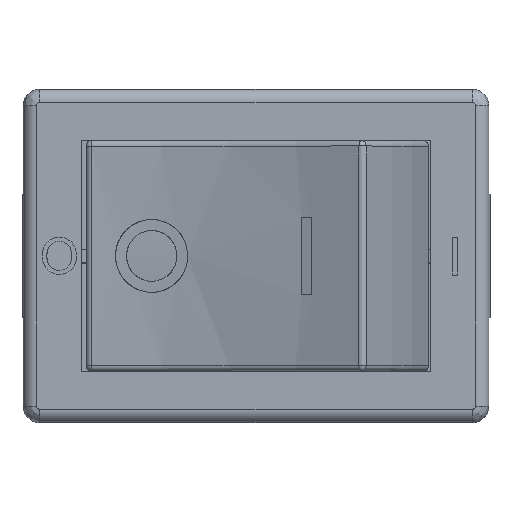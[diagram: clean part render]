
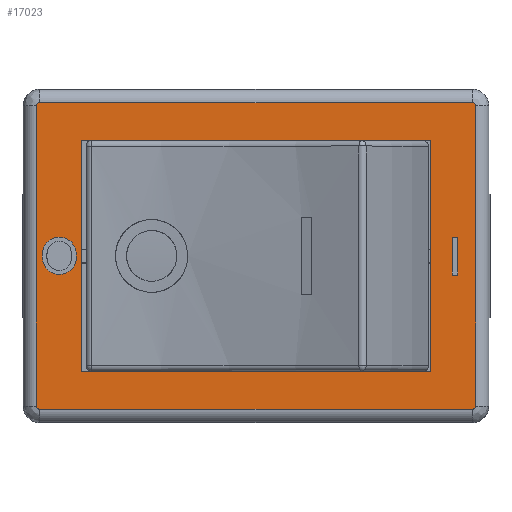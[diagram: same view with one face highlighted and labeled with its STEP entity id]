
A CAD part, top view. The second image highlights one B-rep face of the part: STEP entity #17023.
In plain terms, the highlighted planar face has unit normal (0, 0, 1).
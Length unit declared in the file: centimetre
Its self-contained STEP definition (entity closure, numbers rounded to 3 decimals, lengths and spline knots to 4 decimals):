
#740=B_SPLINE_CURVE_WITH_KNOTS('',2,(#29381,#29382,#29383,#29384),
 .UNSPECIFIED.,.F.,.F.,(3,1,3),(0.,1.,2.),.UNSPECIFIED.);
#742=B_SPLINE_CURVE_WITH_KNOTS('',2,(#29398,#29399,#29400),
 .UNSPECIFIED.,.F.,.F.,(3,3),(0.,1.),.UNSPECIFIED.);
#744=B_SPLINE_CURVE_WITH_KNOTS('',2,(#29413,#29414,#29415),
 .UNSPECIFIED.,.F.,.F.,(3,3),(0.,1.),.UNSPECIFIED.);
#746=B_SPLINE_CURVE_WITH_KNOTS('',2,(#29428,#29429,#29430),
 .UNSPECIFIED.,.F.,.F.,(3,3),(0.,1.),.UNSPECIFIED.);
#748=B_SPLINE_CURVE_WITH_KNOTS('',2,(#29443,#29444,#29445),
 .UNSPECIFIED.,.F.,.F.,(3,3),(0.,1.),.UNSPECIFIED.);
#750=B_SPLINE_CURVE_WITH_KNOTS('',2,(#29458,#29459,#29460,#29461),
 .UNSPECIFIED.,.F.,.F.,(3,1,3),(0.,1.,2.),.UNSPECIFIED.);
#973=FACE_BOUND('',#2725,.T.);
#974=FACE_BOUND('',#2726,.T.);
#975=FACE_BOUND('',#2727,.T.);
#1086=CIRCLE('',#17821,0.015);
#1087=CIRCLE('',#17822,0.015);
#1088=CIRCLE('',#17823,0.015);
#1089=CIRCLE('',#17824,0.015);
#1740=FACE_OUTER_BOUND('',#2724,.T.);
#2724=EDGE_LOOP('',(#14198,#14199,#14200,#14201,#14202,#14203,#14204,#14205));
#2725=EDGE_LOOP('',(#14206,#14207,#14208,#14209));
#2726=EDGE_LOOP('',(#14210,#14211,#14212,#14213));
#2727=EDGE_LOOP('',(#14214,#14215,#14216,#14217,#14218,#14219));
#4216=LINE('',#29470,#6044);
#4220=LINE('',#29477,#6048);
#4223=LINE('',#29483,#6051);
#4225=LINE('',#29486,#6053);
#4226=LINE('',#29491,#6054);
#4227=LINE('',#29495,#6055);
#4228=LINE('',#29499,#6056);
#4229=LINE('',#29503,#6057);
#4230=LINE('',#29507,#6058);
#4231=LINE('',#29509,#6059);
#4232=LINE('',#29511,#6060);
#4233=LINE('',#29512,#6061);
#6044=VECTOR('',#20240,1.);
#6048=VECTOR('',#20246,1.);
#6051=VECTOR('',#20251,1.);
#6053=VECTOR('',#20255,1.);
#6054=VECTOR('',#20260,1.);
#6055=VECTOR('',#20263,1.);
#6056=VECTOR('',#20266,1.);
#6057=VECTOR('',#20269,1.);
#6058=VECTOR('',#20272,1.);
#6059=VECTOR('',#20273,1.);
#6060=VECTOR('',#20274,1.);
#6061=VECTOR('',#20275,1.);
#7826=VERTEX_POINT('',#29378);
#7827=VERTEX_POINT('',#29380);
#7829=VERTEX_POINT('',#29396);
#7831=VERTEX_POINT('',#29411);
#7833=VERTEX_POINT('',#29426);
#7835=VERTEX_POINT('',#29441);
#7838=VERTEX_POINT('',#29467);
#7839=VERTEX_POINT('',#29469);
#7841=VERTEX_POINT('',#29475);
#7843=VERTEX_POINT('',#29481);
#7844=VERTEX_POINT('',#29489);
#7845=VERTEX_POINT('',#29490);
#7846=VERTEX_POINT('',#29492);
#7847=VERTEX_POINT('',#29494);
#7848=VERTEX_POINT('',#29496);
#7849=VERTEX_POINT('',#29498);
#7850=VERTEX_POINT('',#29500);
#7851=VERTEX_POINT('',#29502);
#7852=VERTEX_POINT('',#29505);
#7853=VERTEX_POINT('',#29506);
#7854=VERTEX_POINT('',#29508);
#7855=VERTEX_POINT('',#29510);
#10029=EDGE_CURVE('',#7827,#7826,#740,.T.);
#10033=EDGE_CURVE('',#7826,#7829,#742,.T.);
#10036=EDGE_CURVE('',#7829,#7831,#744,.T.);
#10039=EDGE_CURVE('',#7831,#7833,#746,.T.);
#10042=EDGE_CURVE('',#7833,#7835,#748,.T.);
#10044=EDGE_CURVE('',#7835,#7827,#750,.T.);
#10047=EDGE_CURVE('',#7839,#7838,#4216,.T.);
#10051=EDGE_CURVE('',#7838,#7841,#4220,.T.);
#10054=EDGE_CURVE('',#7841,#7843,#4223,.T.);
#10056=EDGE_CURVE('',#7843,#7839,#4225,.T.);
#10057=EDGE_CURVE('',#7844,#7845,#4226,.T.);
#10058=EDGE_CURVE('',#7846,#7844,#1086,.T.);
#10059=EDGE_CURVE('',#7847,#7846,#4227,.T.);
#10060=EDGE_CURVE('',#7848,#7847,#1087,.T.);
#10061=EDGE_CURVE('',#7849,#7848,#4228,.T.);
#10062=EDGE_CURVE('',#7850,#7849,#1088,.T.);
#10063=EDGE_CURVE('',#7851,#7850,#4229,.T.);
#10064=EDGE_CURVE('',#7845,#7851,#1089,.T.);
#10065=EDGE_CURVE('',#7852,#7853,#4230,.T.);
#10066=EDGE_CURVE('',#7853,#7854,#4231,.T.);
#10067=EDGE_CURVE('',#7854,#7855,#4232,.T.);
#10068=EDGE_CURVE('',#7855,#7852,#4233,.T.);
#14198=ORIENTED_EDGE('',*,*,#10057,.F.);
#14199=ORIENTED_EDGE('',*,*,#10058,.F.);
#14200=ORIENTED_EDGE('',*,*,#10059,.F.);
#14201=ORIENTED_EDGE('',*,*,#10060,.F.);
#14202=ORIENTED_EDGE('',*,*,#10061,.F.);
#14203=ORIENTED_EDGE('',*,*,#10062,.F.);
#14204=ORIENTED_EDGE('',*,*,#10063,.F.);
#14205=ORIENTED_EDGE('',*,*,#10064,.F.);
#14206=ORIENTED_EDGE('',*,*,#10065,.T.);
#14207=ORIENTED_EDGE('',*,*,#10066,.T.);
#14208=ORIENTED_EDGE('',*,*,#10067,.T.);
#14209=ORIENTED_EDGE('',*,*,#10068,.T.);
#14210=ORIENTED_EDGE('',*,*,#10047,.T.);
#14211=ORIENTED_EDGE('',*,*,#10051,.T.);
#14212=ORIENTED_EDGE('',*,*,#10054,.T.);
#14213=ORIENTED_EDGE('',*,*,#10056,.T.);
#14214=ORIENTED_EDGE('',*,*,#10029,.T.);
#14215=ORIENTED_EDGE('',*,*,#10033,.T.);
#14216=ORIENTED_EDGE('',*,*,#10036,.T.);
#14217=ORIENTED_EDGE('',*,*,#10039,.T.);
#14218=ORIENTED_EDGE('',*,*,#10042,.T.);
#14219=ORIENTED_EDGE('',*,*,#10044,.T.);
#16175=PLANE('',#17820);
#17023=ADVANCED_FACE('',(#1740,#973,#974,#975),#16175,.T.);
#17820=AXIS2_PLACEMENT_3D('',#29488,#20258,#20259);
#17821=AXIS2_PLACEMENT_3D('',#29493,#20261,#20262);
#17822=AXIS2_PLACEMENT_3D('',#29497,#20264,#20265);
#17823=AXIS2_PLACEMENT_3D('',#29501,#20267,#20268);
#17824=AXIS2_PLACEMENT_3D('',#29504,#20270,#20271);
#20240=DIRECTION('',(1.,0.,0.));
#20246=DIRECTION('',(0.,-1.,0.));
#20251=DIRECTION('',(-1.,0.,0.));
#20255=DIRECTION('',(0.,1.,0.));
#20258=DIRECTION('center_axis',(0.,0.,
1.));
#20259=DIRECTION('ref_axis',(1.,0.,0.));
#20260=DIRECTION('',(0.,1.,0.));
#20261=DIRECTION('center_axis',(0.,0.,
-1.));
#20262=DIRECTION('ref_axis',(-0.707,-0.707,0.));
#20263=DIRECTION('',(-1.,0.,0.));
#20264=DIRECTION('center_axis',(0.,0.,
-1.));
#20265=DIRECTION('ref_axis',(0.707,-0.707,0.));
#20266=DIRECTION('',(0.,-1.,0.));
#20267=DIRECTION('center_axis',(0.,0.,
-1.));
#20268=DIRECTION('ref_axis',(0.707,0.707,0.));
#20269=DIRECTION('',(1.,0.,0.));
#20270=DIRECTION('center_axis',(0.,0.,
-1.));
#20271=DIRECTION('ref_axis',(-0.707,0.707,0.));
#20272=DIRECTION('',(0.,-1.,0.));
#20273=DIRECTION('',(-1.,0.,0.));
#20274=DIRECTION('',(0.,1.,0.));
#20275=DIRECTION('',(1.,0.,0.));
#29378=CARTESIAN_POINT('',(-0.9681,0.0005,1.6));
#29380=CARTESIAN_POINT('',(-0.8915,-0.0831,1.6));
#29381=CARTESIAN_POINT('Ctrl Pts',(-0.8915,-0.0831,
1.6));
#29382=CARTESIAN_POINT('Ctrl Pts',(-0.9258,-0.0831,
1.6));
#29383=CARTESIAN_POINT('Ctrl Pts',(-0.9681,-0.0368,
1.6));
#29384=CARTESIAN_POINT('Ctrl Pts',(-0.9681,0.0005,
1.6));
#29396=CARTESIAN_POINT('',(-0.9488,0.0596,1.6));
#29398=CARTESIAN_POINT('Ctrl Pts',(-0.9681,0.0005,
1.6));
#29399=CARTESIAN_POINT('Ctrl Pts',(-0.9681,0.0365,
1.6));
#29400=CARTESIAN_POINT('Ctrl Pts',(-0.9488,0.0596,
1.6));
#29411=CARTESIAN_POINT('',(-0.8913,0.0841,1.6));
#29413=CARTESIAN_POINT('Ctrl Pts',(-0.9488,0.0596,
1.6));
#29414=CARTESIAN_POINT('Ctrl Pts',(-0.9277,0.0841,
1.6));
#29415=CARTESIAN_POINT('Ctrl Pts',(-0.8913,0.0841,
1.6));
#29426=CARTESIAN_POINT('',(-0.8329,0.0587,1.6));
#29428=CARTESIAN_POINT('Ctrl Pts',(-0.8913,0.0841,
1.6));
#29429=CARTESIAN_POINT('Ctrl Pts',(-0.8542,0.0841,
1.6));
#29430=CARTESIAN_POINT('Ctrl Pts',(-0.8329,0.0587,
1.6));
#29441=CARTESIAN_POINT('',(-0.8136,-0.0009,1.6));
#29443=CARTESIAN_POINT('Ctrl Pts',(-0.8329,0.0587,
1.6));
#29444=CARTESIAN_POINT('Ctrl Pts',(-0.8136,0.0355,
1.6));
#29445=CARTESIAN_POINT('Ctrl Pts',(-0.8136,-0.0009,
1.6));
#29458=CARTESIAN_POINT('Ctrl Pts',(-0.8136,-0.0009,
1.6));
#29459=CARTESIAN_POINT('Ctrl Pts',(-0.8136,-0.0377,
1.6));
#29460=CARTESIAN_POINT('Ctrl Pts',(-0.8564,-0.0831,
1.6));
#29461=CARTESIAN_POINT('Ctrl Pts',(-0.8915,-0.0831,
1.6));
#29467=CARTESIAN_POINT('',(0.9129,0.0836,1.6));
#29469=CARTESIAN_POINT('',(0.8881,0.0836,1.6));
#29470=CARTESIAN_POINT('',(0.4441,0.0836,1.6));
#29475=CARTESIAN_POINT('',(0.9129,-0.0864,1.6));
#29477=CARTESIAN_POINT('',(0.9129,0.0418,1.6));
#29481=CARTESIAN_POINT('',(0.8881,-0.0864,1.6));
#29483=CARTESIAN_POINT('',(0.4564,-0.0864,1.6));
#29486=CARTESIAN_POINT('',(0.8881,-0.0432,1.6));
#29488=CARTESIAN_POINT('Origin',(0.,0.,
1.6));
#29489=CARTESIAN_POINT('',(-0.995,-0.68,1.6));
#29490=CARTESIAN_POINT('',(-0.995,0.68,1.6));
#29491=CARTESIAN_POINT('',(-0.995,-0.34,1.6));
#29492=CARTESIAN_POINT('',(-0.98,-0.695,1.6));
#29493=CARTESIAN_POINT('Origin',(-0.98,-0.68,1.6));
#29494=CARTESIAN_POINT('',(0.98,-0.695,1.6));
#29495=CARTESIAN_POINT('',(0.49,-0.695,1.6));
#29496=CARTESIAN_POINT('',(0.995,-0.68,1.6));
#29497=CARTESIAN_POINT('Origin',(0.98,-0.68,1.6));
#29498=CARTESIAN_POINT('',(0.995,0.68,1.6));
#29499=CARTESIAN_POINT('',(0.995,0.34,1.6));
#29500=CARTESIAN_POINT('',(0.98,0.695,1.6));
#29501=CARTESIAN_POINT('Origin',(0.98,0.68,1.6));
#29502=CARTESIAN_POINT('',(-0.98,0.695,1.6));
#29503=CARTESIAN_POINT('',(-0.49,0.695,1.6));
#29504=CARTESIAN_POINT('Origin',(-0.98,0.68,1.6));
#29505=CARTESIAN_POINT('',(0.79,0.525,1.6));
#29506=CARTESIAN_POINT('',(0.79,-0.525,1.6));
#29507=CARTESIAN_POINT('',(0.79,-0.2625,1.6));
#29508=CARTESIAN_POINT('',(-0.79,-0.525,1.6));
#29509=CARTESIAN_POINT('',(-0.395,-0.525,1.6));
#29510=CARTESIAN_POINT('',(-0.79,0.525,1.6));
#29511=CARTESIAN_POINT('',(-0.79,0.2625,1.6));
#29512=CARTESIAN_POINT('',(0.395,0.525,1.6));
